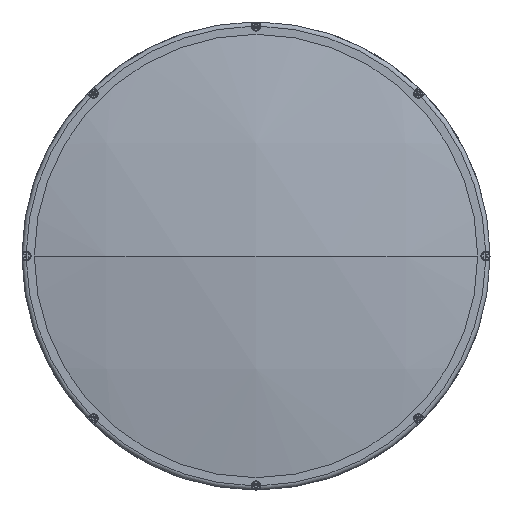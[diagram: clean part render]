
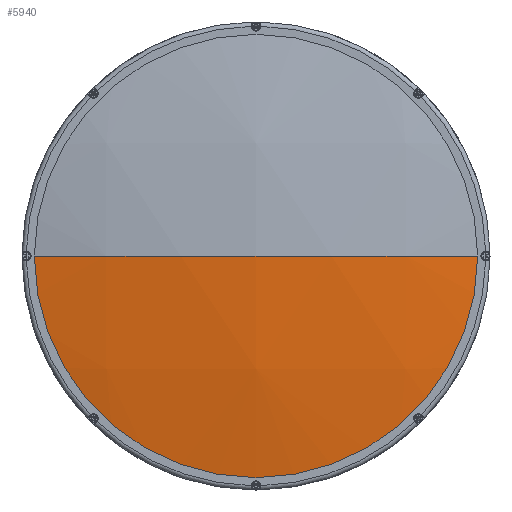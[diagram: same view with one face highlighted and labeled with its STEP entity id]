
A CAD part, left-side view. The second image highlights one B-rep face of the part: STEP entity #5940.
In plain terms, the highlighted spherical face has radius 786 mm.
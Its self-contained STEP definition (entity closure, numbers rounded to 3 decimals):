
#527 = CARTESIAN_POINT ( 'NONE',  ( -719.032, 0., 0. ) ) ;
#610 = CARTESIAN_POINT ( 'NONE',  ( -703.698, 154.5, 0. ) ) ;
#709 = EDGE_CURVE ( 'NONE', #9363, #7618, #4223, .T. ) ;
#884 = ORIENTED_EDGE ( 'NONE', *, *, #12969, .T. ) ;
#1063 = VERTEX_POINT ( 'NONE', #527 ) ;
#1417 = CARTESIAN_POINT ( 'NONE',  ( 66.968, 0., 0. ) ) ;
#1602 = DIRECTION ( 'NONE',  ( 0., 1., 0. ) ) ;
#2708 = DIRECTION ( 'NONE',  ( 0., 1., 0. ) ) ;
#3496 = DIRECTION ( 'NONE',  ( -1., 0., 0. ) ) ;
#3778 = CARTESIAN_POINT ( 'NONE',  ( 66.968, 0., 0. ) ) ;
#3893 = SPHERICAL_SURFACE ( 'NONE', #9773, 786. ) ;
#4120 = CARTESIAN_POINT ( 'NONE',  ( 66.968, 0., 0. ) ) ;
#4223 = CIRCLE ( 'NONE', #16176, 154.5 ) ;
#4403 = ORIENTED_EDGE ( 'NONE', *, *, #6833, .F. ) ;
#4975 = ORIENTED_EDGE ( 'NONE', *, *, #709, .T. ) ;
#5040 = DIRECTION ( 'NONE',  ( 0., -1., 0. ) ) ;
#5074 = FACE_OUTER_BOUND ( 'NONE', #13079, .T. ) ;
#5109 = CIRCLE ( 'NONE', #12966, 786. ) ;
#5940 = ADVANCED_FACE ( 'NONE', ( #5074 ), #3893, .T. ) ;
#6454 = CIRCLE ( 'NONE', #15518, 786. ) ;
#6833 = EDGE_CURVE ( 'NONE', #9363, #1063, #5109, .T. ) ;
#7618 = VERTEX_POINT ( 'NONE', #15988 ) ;
#9182 = DIRECTION ( 'NONE',  ( 0., 0., -1. ) ) ;
#9363 = VERTEX_POINT ( 'NONE', #610 ) ;
#9773 = AXIS2_PLACEMENT_3D ( 'NONE', #4120, #9182, #1602 ) ;
#10258 = DIRECTION ( 'NONE',  ( 0., 0., -1. ) ) ;
#11054 = CARTESIAN_POINT ( 'NONE',  ( -703.698, 0., 0. ) ) ;
#12338 = DIRECTION ( 'NONE',  ( 0., 0., 1. ) ) ;
#12609 = DIRECTION ( 'NONE',  ( 0., 0., 1. ) ) ;
#12966 = AXIS2_PLACEMENT_3D ( 'NONE', #3778, #12609, #5040 ) ;
#12969 = EDGE_CURVE ( 'NONE', #7618, #1063, #6454, .T. ) ;
#13079 = EDGE_LOOP ( 'NONE', ( #4975, #884, #4403 ) ) ;
#15518 = AXIS2_PLACEMENT_3D ( 'NONE', #1417, #10258, #2708 ) ;
#15988 = CARTESIAN_POINT ( 'NONE',  ( -703.698, -154.5, 0. ) ) ;
#16176 = AXIS2_PLACEMENT_3D ( 'NONE', #11054, #3496, #12338 ) ;
